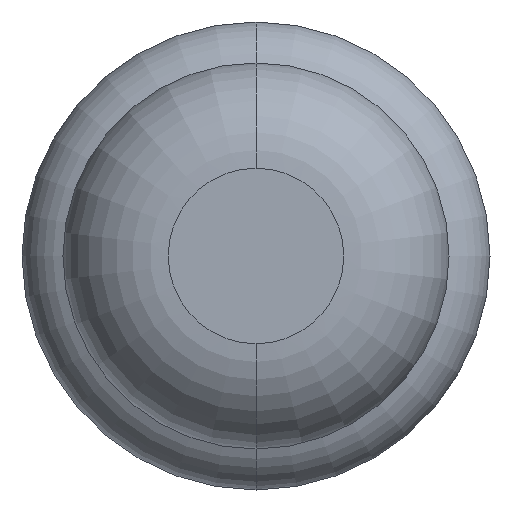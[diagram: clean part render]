
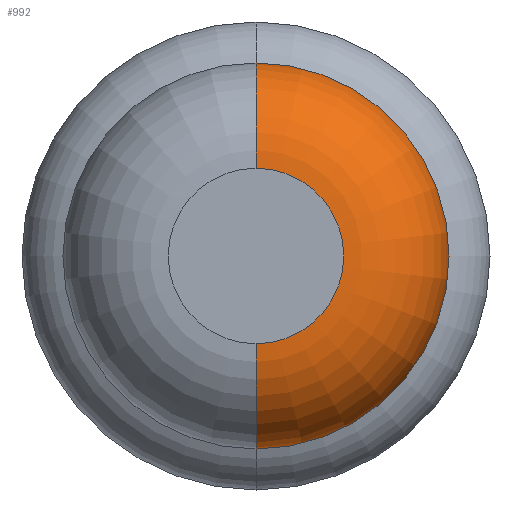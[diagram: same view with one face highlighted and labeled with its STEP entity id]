
A CAD part, front view. The second image highlights one B-rep face of the part: STEP entity #992.
In plain terms, the highlighted toroidal (fillet/blend) face has major radius 0.375 mm and minor radius 0.45 mm.
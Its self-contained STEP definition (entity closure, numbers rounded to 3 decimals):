
#3 = FACE_OUTER_BOUND ( 'NONE', #2515, .T. ) ;
#55 = CARTESIAN_POINT ( 'NONE',  ( 0., -28.55, 0. ) ) ;
#526 = EDGE_CURVE ( 'Defeature ausgef�hrt4_47+Defeature ausgef�hrt4_46+Defeature ausgef�hrt4_46+Defeature ausgef�hrt4_46', #2346, #4398, #2734, .T. ) ;
#563 = DIRECTION ( 'NONE',  ( 0., 1., 0. ) ) ;
#585 = DIRECTION ( 'NONE',  ( 0., 0., 1. ) ) ;
#617 = AXIS2_PLACEMENT_3D ( 'NONE', #3029, #3803, #691 ) ;
#691 = DIRECTION ( 'NONE',  ( 0., 0., 1. ) ) ;
#745 = AXIS2_PLACEMENT_3D ( 'NONE', #55, #4340, #1955 ) ;
#992 = ADVANCED_FACE ( 'Defeature ausgef�hrt4_46', ( #3 ), #3629, .T. ) ;
#1016 = ORIENTED_EDGE ( 'NONE', *, *, #2345, .F. ) ;
#1068 = CARTESIAN_POINT ( 'NONE',  ( 0., -29., 0.375 ) ) ;
#1335 = CARTESIAN_POINT ( 'NONE',  ( 0., -28.55, -0.825 ) ) ;
#1720 = CARTESIAN_POINT ( 'NONE',  ( 0., -28.55, 0. ) ) ;
#1757 = CIRCLE ( 'NONE', #2795, 0.45 ) ;
#1930 = CARTESIAN_POINT ( 'NONE',  ( 0., -29., 0. ) ) ;
#1955 = DIRECTION ( 'NONE',  ( 0., 0., 1. ) ) ;
#2010 = EDGE_CURVE ( 'NONE', #2153, #4398, #1757, .T. ) ;
#2041 = DIRECTION ( 'NONE',  ( 1., 0., 0. ) ) ;
#2153 = VERTEX_POINT ( 'NONE', #3599 ) ;
#2311 = DIRECTION ( 'NONE',  ( 0., 1., 0. ) ) ;
#2345 = EDGE_CURVE ( 'NONE', #5017, #2346, #2548, .T. ) ;
#2346 = VERTEX_POINT ( 'NONE', #3880 ) ;
#2377 = CARTESIAN_POINT ( 'NONE',  ( 0., -28.55, -0.375 ) ) ;
#2515 = EDGE_LOOP ( 'NONE', ( #2702, #3377, #2605, #1016 ) ) ;
#2548 = CIRCLE ( 'NONE', #617, 0.45 ) ;
#2605 = ORIENTED_EDGE ( 'NONE', *, *, #526, .F. ) ;
#2702 = ORIENTED_EDGE ( 'NONE', *, *, #4304, .T. ) ;
#2734 = CIRCLE ( 'NONE', #745, 0.825 ) ;
#2795 = AXIS2_PLACEMENT_3D ( 'NONE', #2377, #2041, #4736 ) ;
#3029 = CARTESIAN_POINT ( 'NONE',  ( 0., -28.55, 0.375 ) ) ;
#3377 = ORIENTED_EDGE ( 'NONE', *, *, #2010, .T. ) ;
#3599 = CARTESIAN_POINT ( 'NONE',  ( 0., -29., -0.375 ) ) ;
#3629 = TOROIDAL_SURFACE ( 'NONE', #3659, 0.375, 0.45 ) ;
#3659 = AXIS2_PLACEMENT_3D ( 'NONE', #1720, #563, #585 ) ;
#3803 = DIRECTION ( 'NONE',  ( -1., 0., 0. ) ) ;
#3880 = CARTESIAN_POINT ( 'NONE',  ( 0., -28.55, 0.825 ) ) ;
#3929 = CIRCLE ( 'NONE', #4571, 0.375 ) ;
#4011 = DIRECTION ( 'NONE',  ( 0., 0., 1. ) ) ;
#4304 = EDGE_CURVE ( 'Defeature ausgef�hrt4_46+Defeature ausgef�hrt4_45+Defeature ausgef�hrt4_45+Defeature ausgef�hrt4_45', #5017, #2153, #3929, .T. ) ;
#4340 = DIRECTION ( 'NONE',  ( 0., 1., 0. ) ) ;
#4398 = VERTEX_POINT ( 'NONE', #1335 ) ;
#4571 = AXIS2_PLACEMENT_3D ( 'NONE', #1930, #2311, #4011 ) ;
#4736 = DIRECTION ( 'NONE',  ( 0., 0., -1. ) ) ;
#5017 = VERTEX_POINT ( 'NONE', #1068 ) ;
